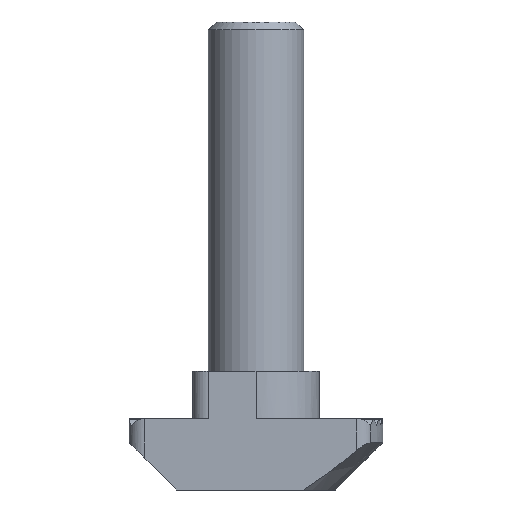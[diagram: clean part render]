
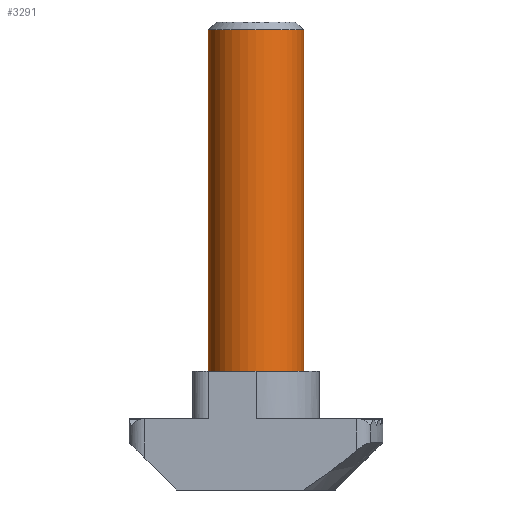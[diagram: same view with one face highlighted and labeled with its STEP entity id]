
A CAD part, front view. The second image highlights one B-rep face of the part: STEP entity #3291.
In plain terms, the highlighted cylindrical face has radius 3 mm (diameter 6 mm), a partial arc.
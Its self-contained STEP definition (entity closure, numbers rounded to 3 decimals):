
#64 = CARTESIAN_POINT ( 'NONE',  ( -3., 0., -0.769 ) ) ;
#100 = EDGE_CURVE ( 'NONE', #712, #2512, #838, .T. ) ;
#166 = EDGE_CURVE ( 'NONE', #712, #2300, #1529, .T. ) ;
#317 = VERTEX_POINT ( 'NONE', #1556 ) ;
#354 = AXIS2_PLACEMENT_3D ( 'NONE', #2077, #3162, #785 ) ;
#374 = DIRECTION ( 'NONE',  ( 0., 0., -1. ) ) ;
#645 = DIRECTION ( 'NONE',  ( 0., 0., 1. ) ) ;
#712 = VERTEX_POINT ( 'NONE', #1846 ) ;
#755 = AXIS2_PLACEMENT_3D ( 'NONE', #2237, #645, #2497 ) ;
#785 = DIRECTION ( 'NONE',  ( -1., 0., 0. ) ) ;
#838 = LINE ( 'NONE', #1963, #3040 ) ;
#1018 = EDGE_LOOP ( 'NONE', ( #2960, #1066, #2189, #1206 ) ) ;
#1066 = ORIENTED_EDGE ( 'NONE', *, *, #166, .T. ) ;
#1122 = CIRCLE ( 'NONE', #755, 3. ) ;
#1206 = ORIENTED_EDGE ( 'NONE', *, *, #2076, .T. ) ;
#1210 = AXIS2_PLACEMENT_3D ( 'NONE', #3066, #1457, #3327 ) ;
#1457 = DIRECTION ( 'NONE',  ( 0., 0., -1. ) ) ;
#1529 = CIRCLE ( 'NONE', #1210, 3. ) ;
#1553 = CARTESIAN_POINT ( 'NONE',  ( 3., 0., 7.5 ) ) ;
#1556 = CARTESIAN_POINT ( 'NONE',  ( -3., 0., 7.5 ) ) ;
#1610 = EDGE_CURVE ( 'NONE', #2300, #317, #2887, .T. ) ;
#1842 = CARTESIAN_POINT ( 'NONE',  ( -3., 0., 29. ) ) ;
#1846 = CARTESIAN_POINT ( 'NONE',  ( 3., 0., 29. ) ) ;
#1862 = CYLINDRICAL_SURFACE ( 'NONE', #354, 3. ) ;
#1903 = DIRECTION ( 'NONE',  ( 0., 0., -1. ) ) ;
#1963 = CARTESIAN_POINT ( 'NONE',  ( 3., 0., -0.769 ) ) ;
#2076 = EDGE_CURVE ( 'NONE', #317, #2512, #1122, .T. ) ;
#2077 = CARTESIAN_POINT ( 'NONE',  ( 0., 0., -0.769 ) ) ;
#2189 = ORIENTED_EDGE ( 'NONE', *, *, #1610, .T. ) ;
#2237 = CARTESIAN_POINT ( 'NONE',  ( 0., 0., 7.5 ) ) ;
#2300 = VERTEX_POINT ( 'NONE', #1842 ) ;
#2497 = DIRECTION ( 'NONE',  ( -1., 0., 0. ) ) ;
#2512 = VERTEX_POINT ( 'NONE', #1553 ) ;
#2887 = LINE ( 'NONE', #64, #2965 ) ;
#2960 = ORIENTED_EDGE ( 'NONE', *, *, #100, .F. ) ;
#2965 = VECTOR ( 'NONE', #1903, 1000. ) ;
#2996 = FACE_OUTER_BOUND ( 'NONE', #1018, .T. ) ;
#3040 = VECTOR ( 'NONE', #374, 1000. ) ;
#3066 = CARTESIAN_POINT ( 'NONE',  ( 0., 0., 29. ) ) ;
#3162 = DIRECTION ( 'NONE',  ( 0., 0., -1. ) ) ;
#3291 = ADVANCED_FACE ( 'NONE', ( #2996 ), #1862, .T. ) ;
#3327 = DIRECTION ( 'NONE',  ( -1., 0., 0. ) ) ;
